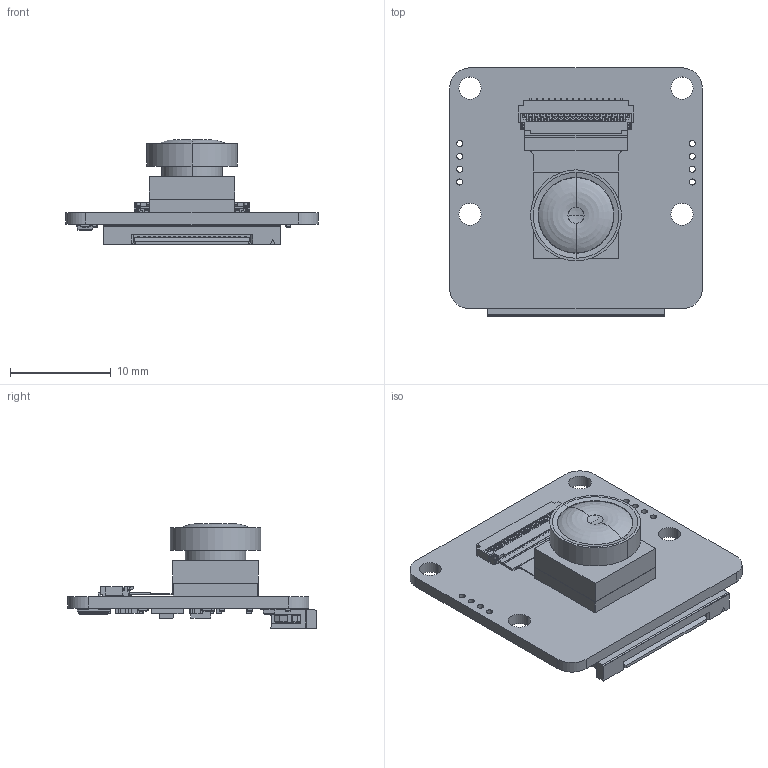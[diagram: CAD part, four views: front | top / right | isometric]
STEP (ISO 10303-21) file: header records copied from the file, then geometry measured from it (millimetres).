
FILE_DESCRIPTION (( 'STEP AP214' ), '1' );
FILE_NAME ('py059w.STEP', '2022-09-13T06:04:13', ( '' ), ( '' ), 'SwSTEP 2.0', 'SolidWorks 2021', '' );
FILE_SCHEMA (( 'AUTOMOTIVE_DESIGN' ));
Length unit declared in the file: millimetre
Products named in the file (93): User_Library-CAPC_0402_CAPC_0402_Body_1-1.step; 6007139904.step; R4.step; L4.step; R11.step; G1.step; 74479787147.step; User_Library-CAPC_0402_CAPC_0402_Lead_1-2.step; U5.step; R5.step; R17.step; C8.step; R7.step; C15.step; R20.step; L2.step; 6007140304.step; R22.step; Board.step; PY058w; U3.step; 524352271.step; SW3DPS-SOT-23-5-DEFAULT.step; L1.step; Extruded.step; User_Library-res0402-1.step; User_Library-CAPC_0402_CAPC_0402_Body_1-3.step; User_Library-CAPC_0402_CAPC_0402_Body_1.step; L__X2__00F6__X0__tende.step; R1.step; R9.step; 6361423920.step; 6360339280.step; Open CASCADE STEP translator 6.8 1.19.1.2.step; 6007139984.step; R10.step; R15.step; R2.step; P2.step; UC-957_Rev.C.step ...
Assembly tree (136 placements, depth 5):
  Open CASCADE STEP translator 6.8 1.19.1.2.step
  py059w
    UC-957_Rev.C.step
      Board.step
        Open CASCADE STEP translator 6.8 1.1.1.step
      U2.step
        6361423920.step
          FH26-33S-0.3SHW___X2__7C217565__X0__.step
      L4.step
        6007140144.step
          User_Library-CAPC_0402_CAPC_0402_Lead_1.step  x2
          User_Library-CAPC_0402_CAPC_0402_Body_1.step
      U4.step
        6007140384.step
      L2.step
        6007140144.step
          User_Library-CAPC_0402_CAPC_0402_Lead_1.step  x2
          User_Library-CAPC_0402_CAPC_0402_Body_1.step
      G1.step
        User_Library-3225-1.step
      U3.step
        SW3DPS-SOT-23-5-DEFAULT.step
      D1.step
        User_Library-SOT-563.step
      C11.step
        6007140144.step
          User_Library-CAPC_0402_CAPC_0402_Lead_1.step  x2
          User_Library-CAPC_0402_CAPC_0402_Body_1.step
      C9.step
        6007140224.step
          User_Library-CAPC_0402_CAPC_0402_Lead_1-0.step  x2
          User_Library-CAPC_0402_CAPC_0402_Body_1-1.step
      C8.step
        6007140144.step
          User_Library-CAPC_0402_CAPC_0402_Lead_1.step  x2
          User_Library-CAPC_0402_CAPC_0402_Body_1.step
      C5.step
        6007140224.step
          User_Library-CAPC_0402_CAPC_0402_Lead_1-0.step  x2
          User_Library-CAPC_0402_CAPC_0402_Body_1-1.step
      C4.step
        6007140224.step
          User_Library-CAPC_0402_CAPC_0402_Lead_1-0.step  x2
          User_Library-CAPC_0402_CAPC_0402_Body_1-1.step
      C3.step
        6007140144.step
          User_Library-CAPC_0402_CAPC_0402_Lead_1.step  x2
          User_Library-CAPC_0402_CAPC_0402_Body_1.step
      C2.step
        6007140224.step
          User_Library-CAPC_0402_CAPC_0402_Lead_1-0.step  x2
          User_Library-CAPC_0402_CAPC_0402_Body_1-1.step
      R2.step
        User_Library-res0402-1.step
      R1.step
        User_Library-res0402-1.step
      U1.step
        SW3DPS-SOT-23-5-DEFAULT.step
      P2.step
        524352271.step
Bounding box: 25 x 24.58 x 10.36 mm (x, y, z)
Volume: 1261.1 mm3; surface area: 3040.4 mm2
Topology: 121 solids, 121 shells, 3874 faces, 10429 edges, 6788 vertices
Faces by surface type: plane 3460, cylinder 372, sphere 16, torus 14, bspline 10, cone 2
Entity records: 93289 total; most frequent: CARTESIAN_POINT 16513, ORIENTED_EDGE 15620, DIRECTION 14332, EDGE_CURVE 7810, LINE 7050, VECTOR 7050, VERTEX_POINT 5124, AXIS2_PLACEMENT_3D 3641
